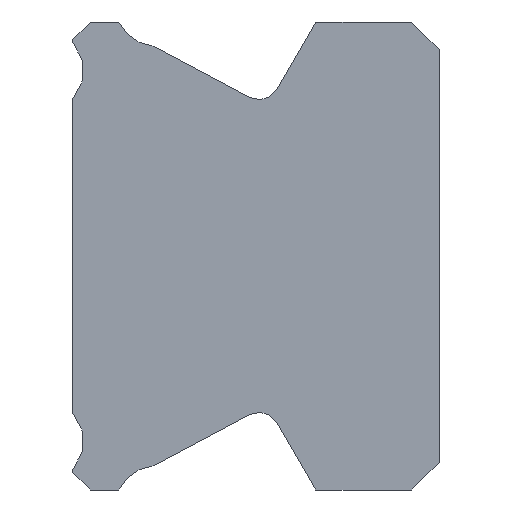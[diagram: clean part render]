
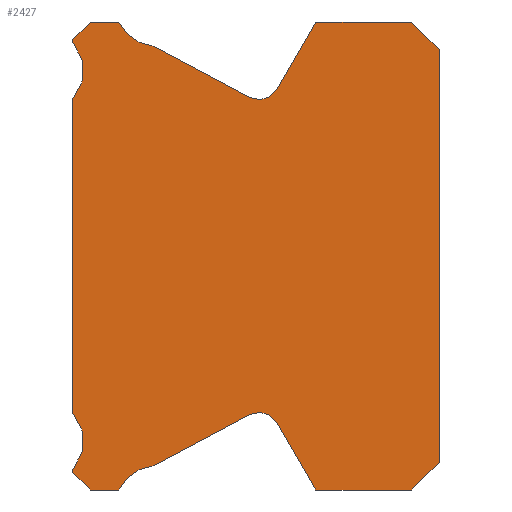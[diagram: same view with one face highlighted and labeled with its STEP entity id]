
A CAD part, left-side view. The second image highlights one B-rep face of the part: STEP entity #2427.
In plain terms, the highlighted planar face has unit normal (-1, 0, 0).
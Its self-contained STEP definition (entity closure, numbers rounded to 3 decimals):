
#20=CIRCLE('',#2593,2.06);
#22=CIRCLE('',#2597,1.);
#74=CIRCLE('',#2657,1.);
#76=CIRCLE('',#2661,2.06);
#78=CIRCLE('',#2667,2.06);
#130=CIRCLE('',#2721,2.06);
#548=ORIENTED_EDGE('',*,*,#870,.F.);
#549=ORIENTED_EDGE('',*,*,#1034,.F.);
#550=ORIENTED_EDGE('',*,*,#1031,.F.);
#551=ORIENTED_EDGE('',*,*,#1028,.T.);
#552=ORIENTED_EDGE('',*,*,#1025,.F.);
#553=ORIENTED_EDGE('',*,*,#972,.T.);
#554=ORIENTED_EDGE('',*,*,#969,.F.);
#555=ORIENTED_EDGE('',*,*,#966,.F.);
#556=ORIENTED_EDGE('',*,*,#963,.F.);
#557=ORIENTED_EDGE('',*,*,#960,.T.);
#558=ORIENTED_EDGE('',*,*,#957,.F.);
#559=ORIENTED_EDGE('',*,*,#954,.T.);
#560=ORIENTED_EDGE('',*,*,#951,.F.);
#561=ORIENTED_EDGE('',*,*,#948,.F.);
#562=ORIENTED_EDGE('',*,*,#945,.F.);
#563=ORIENTED_EDGE('',*,*,#942,.F.);
#564=ORIENTED_EDGE('',*,*,#889,.F.);
#565=ORIENTED_EDGE('',*,*,#886,.F.);
#566=ORIENTED_EDGE('',*,*,#883,.F.);
#567=ORIENTED_EDGE('',*,*,#880,.T.);
#568=ORIENTED_EDGE('',*,*,#877,.F.);
#569=ORIENTED_EDGE('',*,*,#874,.T.);
#870=EDGE_CURVE('',#1136,#1137,#1380,.T.);
#874=EDGE_CURVE('',#1140,#1137,#20,.T.);
#877=EDGE_CURVE('',#1140,#1142,#1385,.T.);
#880=EDGE_CURVE('',#1144,#1142,#22,.T.);
#883=EDGE_CURVE('',#1144,#1146,#1389,.T.);
#886=EDGE_CURVE('',#1146,#1148,#1392,.T.);
#889=EDGE_CURVE('',#1148,#1150,#1395,.T.);
#942=EDGE_CURVE('',#1150,#1202,#1398,.T.);
#945=EDGE_CURVE('',#1202,#1204,#1401,.T.);
#948=EDGE_CURVE('',#1204,#1206,#1404,.T.);
#951=EDGE_CURVE('',#1206,#1208,#1407,.T.);
#954=EDGE_CURVE('',#1210,#1208,#74,.T.);
#957=EDGE_CURVE('',#1210,#1212,#1411,.T.);
#960=EDGE_CURVE('',#1214,#1212,#76,.T.);
#963=EDGE_CURVE('',#1214,#1216,#1415,.T.);
#966=EDGE_CURVE('',#1216,#1218,#1418,.T.);
#969=EDGE_CURVE('',#1218,#1220,#1421,.T.);
#972=EDGE_CURVE('',#1222,#1220,#78,.T.);
#1025=EDGE_CURVE('',#1222,#1274,#1425,.T.);
#1028=EDGE_CURVE('',#1276,#1274,#130,.T.);
#1031=EDGE_CURVE('',#1276,#1278,#1429,.T.);
#1034=EDGE_CURVE('',#1278,#1136,#1432,.T.);
#1136=VERTEX_POINT('',#3808);
#1137=VERTEX_POINT('',#3809);
#1140=VERTEX_POINT('',#3817);
#1142=VERTEX_POINT('',#3823);
#1144=VERTEX_POINT('',#3829);
#1146=VERTEX_POINT('',#3835);
#1148=VERTEX_POINT('',#3841);
#1150=VERTEX_POINT('',#3847);
#1202=VERTEX_POINT('',#3953);
#1204=VERTEX_POINT('',#3959);
#1206=VERTEX_POINT('',#3965);
#1208=VERTEX_POINT('',#3971);
#1210=VERTEX_POINT('',#3977);
#1212=VERTEX_POINT('',#3983);
#1214=VERTEX_POINT('',#3989);
#1216=VERTEX_POINT('',#3995);
#1218=VERTEX_POINT('',#4001);
#1220=VERTEX_POINT('',#4007);
#1222=VERTEX_POINT('',#4013);
#1274=VERTEX_POINT('',#4119);
#1276=VERTEX_POINT('',#4125);
#1278=VERTEX_POINT('',#4131);
#1380=LINE('',#3807,#1434);
#1385=LINE('',#3822,#1439);
#1389=LINE('',#3834,#1443);
#1392=LINE('',#3840,#1446);
#1395=LINE('',#3846,#1449);
#1398=LINE('',#3952,#1452);
#1401=LINE('',#3958,#1455);
#1404=LINE('',#3964,#1458);
#1407=LINE('',#3970,#1461);
#1411=LINE('',#3982,#1465);
#1415=LINE('',#3994,#1469);
#1418=LINE('',#4000,#1472);
#1421=LINE('',#4006,#1475);
#1425=LINE('',#4118,#1479);
#1429=LINE('',#4130,#1483);
#1432=LINE('',#4136,#1486);
#1434=VECTOR('',#2981,1000.);
#1439=VECTOR('',#2994,1000.);
#1443=VECTOR('',#3006,1000.);
#1446=VECTOR('',#3011,1000.);
#1449=VECTOR('',#3016,1000.);
#1452=VECTOR('',#3121,1000.);
#1455=VECTOR('',#3126,1000.);
#1458=VECTOR('',#3131,1000.);
#1461=VECTOR('',#3136,1000.);
#1465=VECTOR('',#3148,1000.);
#1469=VECTOR('',#3160,1000.);
#1472=VECTOR('',#3165,1000.);
#1475=VECTOR('',#3170,1000.);
#1479=VECTOR('',#3282,1000.);
#1483=VECTOR('',#3294,1000.);
#1486=VECTOR('',#3299,1000.);
#1611=EDGE_LOOP('',(#548,#549,#550,#551,#552,#553,#554,#555,#556,#557,#558,
#559,#560,#561,#562,#563,#564,#565,#566,#567,#568,#569));
#2035=FACE_BOUND('',#1611,.T.);
#2353=PLANE('',#2726);
#2427=ADVANCED_FACE('',(#2035),#2353,.F.);
#2593=AXIS2_PLACEMENT_3D('',#3816,#2987,#2988);
#2597=AXIS2_PLACEMENT_3D('',#3828,#2999,#3000);
#2657=AXIS2_PLACEMENT_3D('',#3976,#3141,#3142);
#2661=AXIS2_PLACEMENT_3D('',#3988,#3153,#3154);
#2667=AXIS2_PLACEMENT_3D('',#4012,#3175,#3176);
#2721=AXIS2_PLACEMENT_3D('',#4124,#3287,#3288);
#2726=AXIS2_PLACEMENT_3D('',#4139,#3303,#3304);
#2981=DIRECTION('',(0.,-1.,0.));
#2987=DIRECTION('',(1.,0.,0.));
#2988=DIRECTION('',(0.,0.,-1.));
#2994=DIRECTION('',(0.,-0.883,-0.469));
#2999=DIRECTION('',(1.,0.,0.));
#3000=DIRECTION('',(0.,0.,-1.));
#3006=DIRECTION('',(0.,-0.5,0.866));
#3011=DIRECTION('',(0.,-1.,0.));
#3016=DIRECTION('',(0.,-0.707,-0.707));
#3121=DIRECTION('',(0.,0.,-1.));
#3126=DIRECTION('',(0.,0.707,-0.707));
#3131=DIRECTION('',(0.,1.,0.));
#3136=DIRECTION('',(0.,0.5,0.866));
#3141=DIRECTION('',(1.,0.,0.));
#3142=DIRECTION('',(0.,0.,-1.));
#3148=DIRECTION('',(0.,0.883,-0.469));
#3153=DIRECTION('',(1.,0.,0.));
#3154=DIRECTION('',(0.,0.,-1.));
#3160=DIRECTION('',(0.,1.,0.));
#3165=DIRECTION('',(0.,0.707,0.707));
#3170=DIRECTION('',(0.,0.,1.));
#3175=DIRECTION('',(1.,0.,0.));
#3176=DIRECTION('',(0.,0.,-1.));
#3282=DIRECTION('',(0.,0.,1.));
#3287=DIRECTION('',(1.,0.,0.));
#3288=DIRECTION('',(0.,0.,-1.));
#3294=DIRECTION('',(0.,0.,1.));
#3299=DIRECTION('',(0.,-0.707,0.707));
#3303=DIRECTION('',(1.,0.,0.));
#3304=DIRECTION('',(0.,0.,-1.));
#3807=CARTESIAN_POINT('',(-30.,17.15,11.5));
#3808=CARTESIAN_POINT('',(-30.,17.15,11.5));
#3809=CARTESIAN_POINT('',(-30.,15.737,11.5));
#3816=CARTESIAN_POINT('',(-30.,13.868,12.366));
#3817=CARTESIAN_POINT('',(-30.,14.06,10.315));
#3822=CARTESIAN_POINT('',(-30.,14.06,10.315));
#3823=CARTESIAN_POINT('',(-30.,9.315,7.798));
#3828=CARTESIAN_POINT('',(-30.,8.846,8.681));
#3829=CARTESIAN_POINT('',(-30.,7.98,8.181));
#3834=CARTESIAN_POINT('',(-30.,7.98,8.181));
#3835=CARTESIAN_POINT('',(-30.,6.064,11.5));
#3840=CARTESIAN_POINT('',(-30.,6.064,11.5));
#3841=CARTESIAN_POINT('',(-30.,1.35,11.5));
#3846=CARTESIAN_POINT('',(-30.,1.35,11.5));
#3847=CARTESIAN_POINT('',(-30.,0.,10.15));
#3952=CARTESIAN_POINT('',(-30.,0.,10.15));
#3953=CARTESIAN_POINT('',(-30.,0.,-10.15));
#3958=CARTESIAN_POINT('',(-30.,0.,-10.15));
#3959=CARTESIAN_POINT('',(-30.,1.35,-11.5));
#3964=CARTESIAN_POINT('',(-30.,1.35,-11.5));
#3965=CARTESIAN_POINT('',(-30.,6.064,-11.5));
#3970=CARTESIAN_POINT('',(-30.,6.064,-11.5));
#3971=CARTESIAN_POINT('',(-30.,7.98,-8.181));
#3976=CARTESIAN_POINT('',(-30.,8.846,-8.681));
#3977=CARTESIAN_POINT('',(-30.,9.315,-7.798));
#3982=CARTESIAN_POINT('',(-30.,9.315,-7.798));
#3983=CARTESIAN_POINT('',(-30.,14.06,-10.315));
#3988=CARTESIAN_POINT('',(-30.,13.868,-12.366));
#3989=CARTESIAN_POINT('',(-30.,15.737,-11.5));
#3994=CARTESIAN_POINT('',(-30.,15.737,-11.5));
#3995=CARTESIAN_POINT('',(-30.,17.15,-11.5));
#4000=CARTESIAN_POINT('',(-30.,17.15,-11.5));
#4001=CARTESIAN_POINT('',(-30.,18.,-10.65));
#4006=CARTESIAN_POINT('',(-30.,18.,-10.65));
#4007=CARTESIAN_POINT('',(-30.,18.,-10.493));
#4012=CARTESIAN_POINT('',(-30.,19.524,-9.107));
#4013=CARTESIAN_POINT('',(-30.,18.,-7.721));
#4118=CARTESIAN_POINT('',(-30.,18.,-7.721));
#4119=CARTESIAN_POINT('',(-30.,18.,7.721));
#4124=CARTESIAN_POINT('',(-30.,19.524,9.107));
#4125=CARTESIAN_POINT('',(-30.,18.,10.493));
#4130=CARTESIAN_POINT('',(-30.,18.,10.493));
#4131=CARTESIAN_POINT('',(-30.,18.,10.65));
#4136=CARTESIAN_POINT('',(-30.,18.,10.65));
#4139=CARTESIAN_POINT('',(-30.,13.868,12.366));
